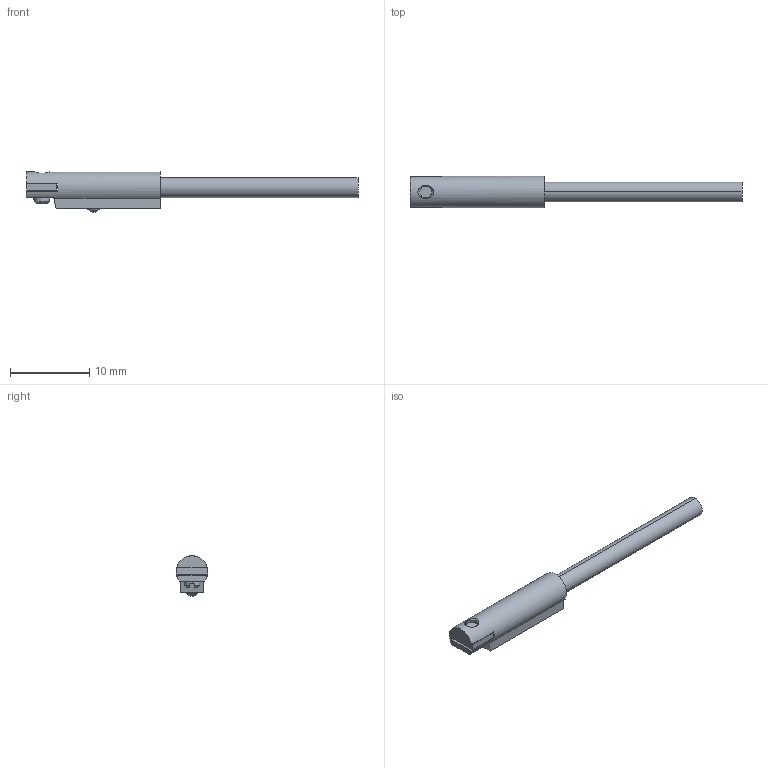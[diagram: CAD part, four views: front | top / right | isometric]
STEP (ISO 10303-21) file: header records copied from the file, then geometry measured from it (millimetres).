
FILE_DESCRIPTION (( 'STEP AP214' ), '1' );
FILE_NAME ('m__3_1_1.STEP_sldprt.stp.STEP', '2025-11-04T21:39:09', ( '' ), ( '' ), 'SwSTEP 2.0', 'SolidWorks 2023', '' );
FILE_SCHEMA (( 'AUTOMOTIVE_DESIGN' ));
Length unit declared in the file: centimetre
Products named in the file (1): m__3_1_1.STEP_sldprt.stp
Bounding box: 42 x 4 x 5.1 mm (x, y, z)
Volume: 360.8 mm3; surface area: 505.7 mm2
Topology: 1 solids, 1 shells, 48 faces, 119 edges, 75 vertices
Faces by surface type: plane 26, cylinder 11, cone 7, torus 2, sphere 2
Entity records: 1468 total; most frequent: CARTESIAN_POINT 295, DIRECTION 249, ORIENTED_EDGE 232, EDGE_CURVE 116, AXIS2_PLACEMENT_3D 92, VERTEX_POINT 74, LINE 65, VECTOR 65
